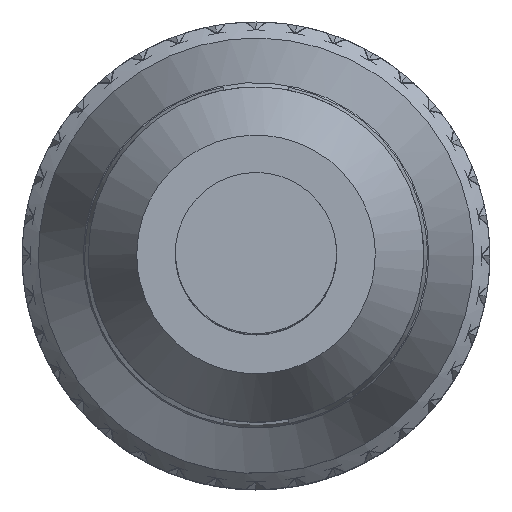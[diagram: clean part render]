
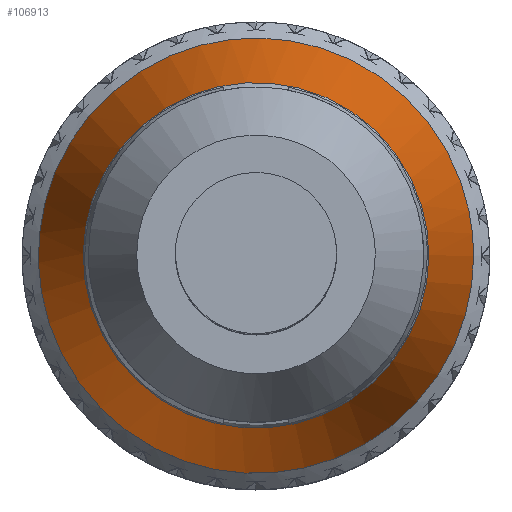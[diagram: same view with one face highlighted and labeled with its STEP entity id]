
A CAD part, top view. The second image highlights one B-rep face of the part: STEP entity #106913.
In plain terms, the highlighted free-form (B-spline) face has degree [1, 2] with [2, 9] control points.
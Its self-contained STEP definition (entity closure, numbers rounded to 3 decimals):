
#106824=CARTESIAN_POINT('',(6.75,0.,10.));
#106825=VERTEX_POINT('',#106824);
#106831=CARTESIAN_POINT('',(6.75,0.,10.));
#106832=CARTESIAN_POINT('',(6.75,-6.75,10.));
#106833=CARTESIAN_POINT('',(0.,-6.75,10.));
#106834=CARTESIAN_POINT('',(-6.75,-6.75,10.));
#106835=CARTESIAN_POINT('',(-6.75,0.,10.));
#106836=CARTESIAN_POINT('',(-6.75,6.75,10.));
#106837=CARTESIAN_POINT('',(0.,6.75,10.));
#106838=CARTESIAN_POINT('',(6.75,6.75,10.));
#106839=CARTESIAN_POINT('',(6.75,0.,10.));
#106840=(BOUNDED_CURVE()B_SPLINE_CURVE(2,(#106831,#106832,#106833,#106834,#106835,#106836,#106837,#106838,#106839),.CIRCULAR_ARC.,.T.,.U.)B_SPLINE_CURVE_WITH_KNOTS((3,2,2,2,3),(0.,0.25,0.5,0.75,1.),.UNSPECIFIED.)CURVE()GEOMETRIC_REPRESENTATION_ITEM()RATIONAL_B_SPLINE_CURVE((1.,0.707,1.,0.707,1.,0.707,1.,0.707,1.))REPRESENTATION_ITEM(''));
#106841=EDGE_CURVE('',#106825,#106825,#106840,.T.);
#106871=CARTESIAN_POINT('',(5.3,0.,15.5));
#106872=CARTESIAN_POINT('',(5.3,5.3,15.5));
#106873=CARTESIAN_POINT('',(0.,5.3,15.5));
#106874=CARTESIAN_POINT('',(-5.3,5.3,15.5));
#106875=CARTESIAN_POINT('',(-5.3,0.,15.5));
#106876=CARTESIAN_POINT('',(-5.3,-5.3,15.5));
#106877=CARTESIAN_POINT('',(0.,-5.3,15.5));
#106878=CARTESIAN_POINT('',(5.3,-5.3,15.5));
#106879=CARTESIAN_POINT('',(5.3,0.,15.5));
#106880=CARTESIAN_POINT('',(6.75,0.,10.));
#106881=CARTESIAN_POINT('',(6.75,6.75,10.));
#106882=CARTESIAN_POINT('',(0.,6.75,10.));
#106883=CARTESIAN_POINT('',(-6.75,6.75,10.));
#106884=CARTESIAN_POINT('',(-6.75,0.,10.));
#106885=CARTESIAN_POINT('',(-6.75,-6.75,10.));
#106886=CARTESIAN_POINT('',(0.,-6.75,10.));
#106887=CARTESIAN_POINT('',(6.75,-6.75,10.));
#106888=CARTESIAN_POINT('',(6.75,0.,10.));
#106889=(BOUNDED_SURFACE()B_SPLINE_SURFACE(1,2,((#106871,#106872,#106873,#106874,#106875,#106876,#106877,#106878,#106879),(#106880,#106881,#106882,#106883,#106884,#106885,#106886,#106887,#106888)),.GENERALISED_CONE.,.F.,.T.,.U.)B_SPLINE_SURFACE_WITH_KNOTS((2,2),(3,2,2,2,3),(0.,1.),(0.,0.25,0.5,0.75,1.),.UNSPECIFIED.)GEOMETRIC_REPRESENTATION_ITEM()RATIONAL_B_SPLINE_SURFACE(((1.,0.707,1.,0.707,1.,0.707,1.,0.707,1.),(1.,0.707,1.,0.707,1.,0.707,1.,0.707,1.)))REPRESENTATION_ITEM('')SURFACE());
#106890=CARTESIAN_POINT('',(5.359,0.,15.276));
#106891=VERTEX_POINT('',#106890);
#106892=CARTESIAN_POINT('',(6.75,0.,10.));
#106893=CARTESIAN_POINT('',(5.359,0.,15.276));
#106894=B_SPLINE_CURVE_WITH_KNOTS('',1,(#106892,#106893),.POLYLINE_FORM.,.F.,.U.,(2,2),(0.041,1.),.UNSPECIFIED.);
#106895=EDGE_CURVE('',#106825,#106891,#106894,.T.);
#106896=ORIENTED_EDGE('',*,*,#106895,.T.);
#106897=CARTESIAN_POINT('',(5.359,0.,15.276));
#106898=CARTESIAN_POINT('',(5.359,-5.359,15.276));
#106899=CARTESIAN_POINT('',(0.,-5.359,15.276));
#106900=CARTESIAN_POINT('',(-5.359,-5.359,15.276));
#106901=CARTESIAN_POINT('',(-5.359,0.,15.276));
#106902=CARTESIAN_POINT('',(-5.359,5.359,15.276));
#106903=CARTESIAN_POINT('',(0.,5.359,15.276));
#106904=CARTESIAN_POINT('',(5.359,5.359,15.276));
#106905=CARTESIAN_POINT('',(5.359,0.,15.276));
#106906=(BOUNDED_CURVE()B_SPLINE_CURVE(2,(#106897,#106898,#106899,#106900,#106901,#106902,#106903,#106904,#106905),.CIRCULAR_ARC.,.T.,.U.)B_SPLINE_CURVE_WITH_KNOTS((3,2,2,2,3),(0.,0.25,0.5,0.75,1.),.UNSPECIFIED.)CURVE()GEOMETRIC_REPRESENTATION_ITEM()RATIONAL_B_SPLINE_CURVE((1.,0.707,1.,0.707,1.,0.707,1.,0.707,1.))REPRESENTATION_ITEM(''));
#106907=EDGE_CURVE('',#106891,#106891,#106906,.T.);
#106908=ORIENTED_EDGE('',*,*,#106907,.T.);
#106909=ORIENTED_EDGE('',*,*,#106895,.F.);
#106910=ORIENTED_EDGE('',*,*,#106841,.F.);
#106911=EDGE_LOOP('',(#106896,#106908,#106909,#106910));
#106912=FACE_OUTER_BOUND('',#106911,.T.);
#106913=ADVANCED_FACE('',(#106912),#106889,.T.);
